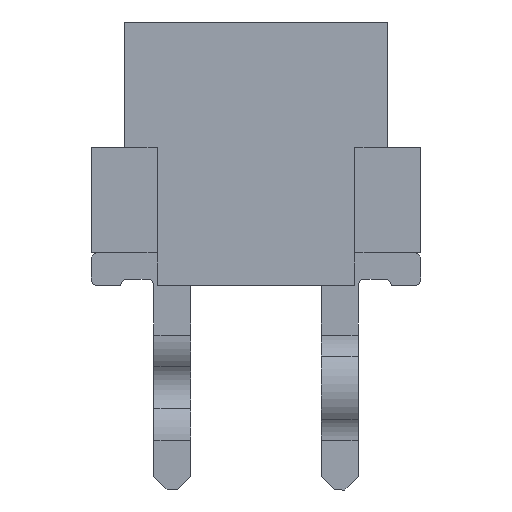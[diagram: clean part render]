
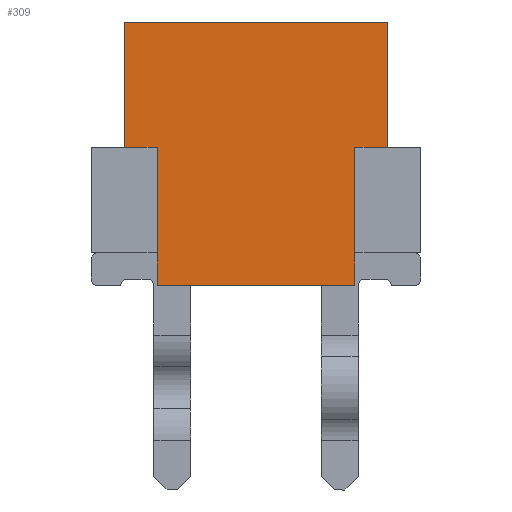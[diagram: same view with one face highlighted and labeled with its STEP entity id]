
A CAD part, left-side view. The second image highlights one B-rep face of the part: STEP entity #309.
In plain terms, the highlighted planar face has unit normal (-1, 0, 0).
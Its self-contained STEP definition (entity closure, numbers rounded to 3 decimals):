
#309 = ADVANCED_FACE( '', ( #735 ), #736, .F. );
#735 = FACE_OUTER_BOUND( '', #1307, .T. );
#736 = PLANE( '', #1308 );
#1307 = EDGE_LOOP( '', ( #1964, #1965, #1966, #1967, #1968, #1969, #1970, #1971, #1972, #1973 ) );
#1308 = AXIS2_PLACEMENT_3D( '', #1974, #1975, #1976 );
#1964 = ORIENTED_EDGE( '', *, *, #3693, .F. );
#1965 = ORIENTED_EDGE( '', *, *, #3694, .F. );
#1966 = ORIENTED_EDGE( '', *, *, #3695, .F. );
#1967 = ORIENTED_EDGE( '', *, *, #3696, .F. );
#1968 = ORIENTED_EDGE( '', *, *, #3697, .F. );
#1969 = ORIENTED_EDGE( '', *, *, #3698, .F. );
#1970 = ORIENTED_EDGE( '', *, *, #3699, .F. );
#1971 = ORIENTED_EDGE( '', *, *, #3670, .F. );
#1972 = ORIENTED_EDGE( '', *, *, #3700, .F. );
#1973 = ORIENTED_EDGE( '', *, *, #3701, .F. );
#1974 = CARTESIAN_POINT( '', ( -2.805, 0., 0. ) );
#1975 = DIRECTION( '', ( 1., 0., 0. ) );
#1976 = DIRECTION( '', ( 0., 0., -1. ) );
#3670 = EDGE_CURVE( '', #4437, #4439, #4440, .T. );
#3693 = EDGE_CURVE( '', #4479, #4480, #4481, .T. );
#3694 = EDGE_CURVE( '', #4482, #4479, #4483, .T. );
#3695 = EDGE_CURVE( '', #4484, #4482, #4485, .T. );
#3696 = EDGE_CURVE( '', #4486, #4484, #4487, .T. );
#3697 = EDGE_CURVE( '', #4488, #4486, #4489, .T. );
#3698 = EDGE_CURVE( '', #4490, #4488, #4491, .T. );
#3699 = EDGE_CURVE( '', #4439, #4490, #4492, .T. );
#3700 = EDGE_CURVE( '', #4493, #4437, #4494, .T. );
#3701 = EDGE_CURVE( '', #4480, #4493, #4495, .T. );
#4437 = VERTEX_POINT( '', #5541 );
#4439 = VERTEX_POINT( '', #5544 );
#4440 = LINE( '', #5545, #5546 );
#4479 = VERTEX_POINT( '', #5602 );
#4480 = VERTEX_POINT( '', #5603 );
#4481 = LINE( '', #5604, #5605 );
#4482 = VERTEX_POINT( '', #5606 );
#4483 = LINE( '', #5607, #5608 );
#4484 = VERTEX_POINT( '', #5609 );
#4485 = LINE( '', #5610, #5611 );
#4486 = VERTEX_POINT( '', #5612 );
#4487 = LINE( '', #5613, #5614 );
#4488 = VERTEX_POINT( '', #5615 );
#4489 = LINE( '', #5616, #5617 );
#4490 = VERTEX_POINT( '', #5618 );
#4491 = LINE( '', #5619, #5620 );
#4492 = LINE( '', #5621, #5622 );
#4493 = VERTEX_POINT( '', #5623 );
#4494 = LINE( '', #5624, #5625 );
#4495 = LINE( '', #5626, #5627 );
#5541 = CARTESIAN_POINT( '', ( -2.805, 1.5, -2.1 ) );
#5544 = CARTESIAN_POINT( '', ( -2.805, 1.5, -1.6 ) );
#5545 = CARTESIAN_POINT( '', ( -2.805, 1.5, -2.1 ) );
#5546 = VECTOR( '', #6967, 1000. );
#5602 = CARTESIAN_POINT( '', ( -2.805, -1.5, 0. ) );
#5603 = CARTESIAN_POINT( '', ( -2.805, -1.5, -1.6 ) );
#5604 = CARTESIAN_POINT( '', ( -2.805, -1.5, 0. ) );
#5605 = VECTOR( '', #6985, 1000. );
#5606 = CARTESIAN_POINT( '', ( -2.805, -2., 0. ) );
#5607 = CARTESIAN_POINT( '', ( -2.805, -2., 0. ) );
#5608 = VECTOR( '', #6986, 1000. );
#5609 = CARTESIAN_POINT( '', ( -2.805, -2., 1.9 ) );
#5610 = CARTESIAN_POINT( '', ( -2.805, -2., 1.9 ) );
#5611 = VECTOR( '', #6987, 1000. );
#5612 = CARTESIAN_POINT( '', ( -2.805, 2., 1.9 ) );
#5613 = CARTESIAN_POINT( '', ( -2.805, 2., 1.9 ) );
#5614 = VECTOR( '', #6988, 1000. );
#5615 = CARTESIAN_POINT( '', ( -2.805, 2., 0. ) );
#5616 = CARTESIAN_POINT( '', ( -2.805, 2., 0. ) );
#5617 = VECTOR( '', #6989, 1000. );
#5618 = CARTESIAN_POINT( '', ( -2.805, 1.5, 0. ) );
#5619 = CARTESIAN_POINT( '', ( -2.805, 1.5, 0. ) );
#5620 = VECTOR( '', #6990, 1000. );
#5621 = CARTESIAN_POINT( '', ( -2.805, 1.5, -2.1 ) );
#5622 = VECTOR( '', #6991, 1000. );
#5623 = CARTESIAN_POINT( '', ( -2.805, -1.5, -2.1 ) );
#5624 = CARTESIAN_POINT( '', ( -2.805, -1.5, -2.1 ) );
#5625 = VECTOR( '', #6992, 1000. );
#5626 = CARTESIAN_POINT( '', ( -2.805, -1.5, 0. ) );
#5627 = VECTOR( '', #6993, 1000. );
#6967 = DIRECTION( '', ( 0., 0., 1. ) );
#6985 = DIRECTION( '', ( 0., 0., -1. ) );
#6986 = DIRECTION( '', ( 0., 1., 0. ) );
#6987 = DIRECTION( '', ( 0., 0., -1. ) );
#6988 = DIRECTION( '', ( 0., -1., 0. ) );
#6989 = DIRECTION( '', ( 0., 0., 1. ) );
#6990 = DIRECTION( '', ( 0., 1., 0. ) );
#6991 = DIRECTION( '', ( 0., 0., 1. ) );
#6992 = DIRECTION( '', ( 0., 1., 0. ) );
#6993 = DIRECTION( '', ( 0., 0., -1. ) );
